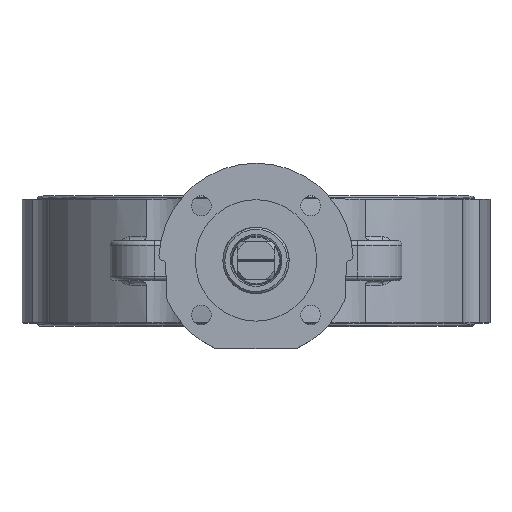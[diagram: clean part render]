
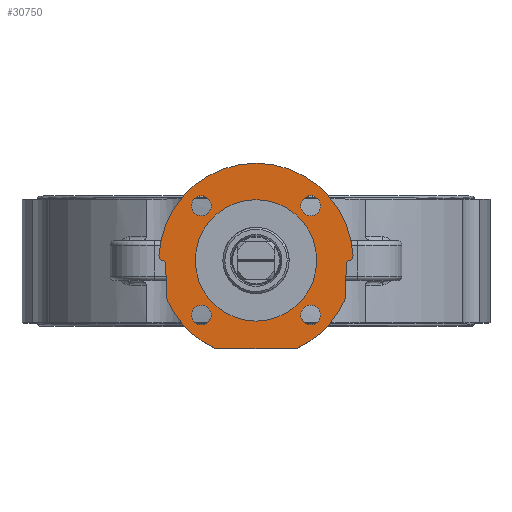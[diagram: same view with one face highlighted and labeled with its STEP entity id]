
A CAD part, top view. The second image highlights one B-rep face of the part: STEP entity #30750.
In plain terms, the highlighted planar face has unit normal (0, 0, 1).
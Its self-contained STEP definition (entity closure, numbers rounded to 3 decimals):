
#12748=CARTESIAN_POINT('',(-42.444,0.061,203.0));
#12749=VERTEX_POINT('',#12748);
#12750=CARTESIAN_POINT('',(-43.95,2.095,203.0));
#12751=VERTEX_POINT('',#12750);
#12752=CARTESIAN_POINT('',(-41.952,2.,203.0));
#12753=DIRECTION('',(0.0,0.0,-1.0));
#12754=DIRECTION('',(-0.724,-0.69,0.0));
#12755=AXIS2_PLACEMENT_3D('',#12752,#12753,#12754);
#12756=CIRCLE('',#12755,2.0);
#12757=EDGE_CURVE('',#12749,#12751,#12756,.T.);
#12790=CARTESIAN_POINT('',(-40.937,-1.807,203.0));
#12791=VERTEX_POINT('',#12790);
#12792=CARTESIAN_POINT('',(-42.936,-1.877,203.0));
#12793=DIRECTION('',(0.0,0.0,1.));
#12794=DIRECTION('',(-0.999,-0.035,0.0));
#12795=AXIS2_PLACEMENT_3D('',#12792,#12793,#12794);
#12796=CIRCLE('',#12795,2.);
#12797=EDGE_CURVE('',#12791,#12749,#12796,.T.);
#12823=CARTESIAN_POINT('',(43.95,2.095,203.0));
#12824=VERTEX_POINT('',#12823);
#12825=CARTESIAN_POINT('',(0.,0.,203.0));
#12826=DIRECTION('',(0.0,0.0,-1.0));
#12827=DIRECTION('',(1.0,0.0,0.0));
#12828=AXIS2_PLACEMENT_3D('',#12825,#12826,#12827);
#12829=CIRCLE('',#12828,44.0);
#12830=EDGE_CURVE('',#12751,#12824,#12829,.T.);
#12856=CARTESIAN_POINT('',(42.444,0.061,203.0));
#12857=VERTEX_POINT('',#12856);
#12858=CARTESIAN_POINT('',(41.952,2.,203.0));
#12859=DIRECTION('',(0.0,0.0,-1.));
#12860=DIRECTION('',(0.724,-0.69,0.0));
#12861=AXIS2_PLACEMENT_3D('',#12858,#12859,#12860);
#12862=CIRCLE('',#12861,2.0);
#12863=EDGE_CURVE('',#12824,#12857,#12862,.T.);
#12889=CARTESIAN_POINT('',(40.937,-1.807,203.0));
#12890=VERTEX_POINT('',#12889);
#12891=CARTESIAN_POINT('',(42.936,-1.877,203.0));
#12892=DIRECTION('',(0.0,0.0,1.));
#12893=DIRECTION('',(0.999,-0.035,0.0));
#12894=AXIS2_PLACEMENT_3D('',#12891,#12892,#12893);
#12895=CIRCLE('',#12894,2.);
#12896=EDGE_CURVE('',#12857,#12890,#12895,.T.);
#30558=CARTESIAN_POINT('',(-40.391,-17.453,203.0));
#30559=VERTEX_POINT('',#30558);
#30560=CARTESIAN_POINT('',(-40.391,-17.453,203.0));
#30561=DIRECTION('',(-0.035,0.999,0.0));
#30562=VECTOR('',#30561,15.655);
#30563=LINE('',#30560,#30562);
#30564=EDGE_CURVE('',#30559,#12791,#30563,.T.);
#30582=CARTESIAN_POINT('',(-18.33,-40.0,203.0));
#30583=VERTEX_POINT('',#30582);
#30584=CARTESIAN_POINT('',(0.,0.,203.0));
#30585=DIRECTION('',(0.0,0.0,-1.0));
#30586=DIRECTION('',(-0.918,-0.397,0.0));
#30587=AXIS2_PLACEMENT_3D('',#30584,#30585,#30586);
#30588=CIRCLE('',#30587,44.0);
#30589=EDGE_CURVE('',#30583,#30559,#30588,.T.);
#30607=CARTESIAN_POINT('',(18.33,-40.0,203.0));
#30608=VERTEX_POINT('',#30607);
#30609=CARTESIAN_POINT('',(18.33,-40.0,203.0));
#30610=DIRECTION('',(-1.0,0.0,0.0));
#30611=VECTOR('',#30610,36.661);
#30612=LINE('',#30609,#30611);
#30613=EDGE_CURVE('',#30608,#30583,#30612,.T.);
#30641=CARTESIAN_POINT('',(40.391,-17.453,203.0));
#30642=VERTEX_POINT('',#30641);
#30643=CARTESIAN_POINT('',(0.,0.,203.0));
#30644=DIRECTION('',(0.0,0.0,-1.));
#30645=DIRECTION('',(0.417,-0.909,0.0));
#30646=AXIS2_PLACEMENT_3D('',#30643,#30644,#30645);
#30647=CIRCLE('',#30646,44.);
#30648=EDGE_CURVE('',#30642,#30608,#30647,.T.);
#30666=CARTESIAN_POINT('',(40.937,-1.807,203.0));
#30667=DIRECTION('',(-0.035,-0.999,0.0));
#30668=VECTOR('',#30667,15.655);
#30669=LINE('',#30666,#30668);
#30670=EDGE_CURVE('',#12890,#30642,#30669,.T.);
#30678=CARTESIAN_POINT('',(-106.001,44.001,203.0));
#30679=DIRECTION('',(0.0,0.0,-1.0));
#30680=DIRECTION('',(-1.0,0.0,0.0));
#30681=AXIS2_PLACEMENT_3D('',#30678,#30679,#30680);
#30682=PLANE('',#30681);
#30683=ORIENTED_EDGE('',*,*,#12797,.F.);
#30684=ORIENTED_EDGE('',*,*,#30564,.F.);
#30685=ORIENTED_EDGE('',*,*,#30589,.F.);
#30686=ORIENTED_EDGE('',*,*,#30613,.F.);
#30687=ORIENTED_EDGE('',*,*,#30648,.F.);
#30688=ORIENTED_EDGE('',*,*,#30670,.F.);
#30689=ORIENTED_EDGE('',*,*,#12896,.F.);
#30690=ORIENTED_EDGE('',*,*,#12863,.F.);
#30691=ORIENTED_EDGE('',*,*,#12830,.F.);
#30692=ORIENTED_EDGE('',*,*,#12757,.F.);
#30693=EDGE_LOOP('',(#30683,#30684,#30685,#30686,#30687,#30688,#30689,#30690,#30691,#30692));
#30694=FACE_OUTER_BOUND('',#30693,.T.);
#30695=CARTESIAN_POINT('',(-29.249,-24.749,203.0));
#30696=VERTEX_POINT('',#30695);
#30697=CARTESIAN_POINT('',(-24.749,-24.749,203.0));
#30698=DIRECTION('',(0.0,0.0,-1.0));
#30699=DIRECTION('',(-1.0,0.0,0.0));
#30700=AXIS2_PLACEMENT_3D('',#30697,#30698,#30699);
#30701=CIRCLE('',#30700,4.5);
#30702=EDGE_CURVE('',#30696,#30696,#30701,.T.);
#30703=ORIENTED_EDGE('',*,*,#30702,.T.);
#30704=EDGE_LOOP('',(#30703));
#30705=FACE_BOUND('',#30704,.T.);
#30706=CARTESIAN_POINT('',(-24.749,29.249,203.0));
#30707=VERTEX_POINT('',#30706);
#30708=CARTESIAN_POINT('',(-24.749,24.749,203.0));
#30709=DIRECTION('',(0.0,0.0,-1.0));
#30710=DIRECTION('',(0.0,1.0,0.0));
#30711=AXIS2_PLACEMENT_3D('',#30708,#30709,#30710);
#30712=CIRCLE('',#30711,4.5);
#30713=EDGE_CURVE('',#30707,#30707,#30712,.T.);
#30714=ORIENTED_EDGE('',*,*,#30713,.T.);
#30715=EDGE_LOOP('',(#30714));
#30716=FACE_BOUND('',#30715,.T.);
#30717=CARTESIAN_POINT('',(24.749,-29.249,203.0));
#30718=VERTEX_POINT('',#30717);
#30719=CARTESIAN_POINT('',(24.749,-24.749,203.0));
#30720=DIRECTION('',(0.0,0.0,-1.0));
#30721=DIRECTION('',(0.0,-1.0,0.0));
#30722=AXIS2_PLACEMENT_3D('',#30719,#30720,#30721);
#30723=CIRCLE('',#30722,4.5);
#30724=EDGE_CURVE('',#30718,#30718,#30723,.T.);
#30725=ORIENTED_EDGE('',*,*,#30724,.T.);
#30726=EDGE_LOOP('',(#30725));
#30727=FACE_BOUND('',#30726,.T.);
#30728=CARTESIAN_POINT('',(29.249,24.749,203.0));
#30729=VERTEX_POINT('',#30728);
#30730=CARTESIAN_POINT('',(24.749,24.749,203.0));
#30731=DIRECTION('',(0.0,0.0,-1.0));
#30732=DIRECTION('',(1.0,0.0,0.0));
#30733=AXIS2_PLACEMENT_3D('',#30730,#30731,#30732);
#30734=CIRCLE('',#30733,4.5);
#30735=EDGE_CURVE('',#30729,#30729,#30734,.T.);
#30736=ORIENTED_EDGE('',*,*,#30735,.T.);
#30737=EDGE_LOOP('',(#30736));
#30738=FACE_BOUND('',#30737,.T.);
#30739=CARTESIAN_POINT('',(27.5,0.,203.0));
#30740=VERTEX_POINT('',#30739);
#30741=CARTESIAN_POINT('',(0.,0.,203.0));
#30742=DIRECTION('',(0.0,0.0,-1.0));
#30743=DIRECTION('',(1.0,0.0,0.0));
#30744=AXIS2_PLACEMENT_3D('',#30741,#30742,#30743);
#30745=CIRCLE('',#30744,27.5);
#30746=EDGE_CURVE('',#30740,#30740,#30745,.T.);
#30747=ORIENTED_EDGE('',*,*,#30746,.T.);
#30748=EDGE_LOOP('',(#30747));
#30749=FACE_BOUND('',#30748,.T.);
#30750=ADVANCED_FACE('',(#30694,#30705,#30716,#30727,#30738,#30749),#30682,.F.);
